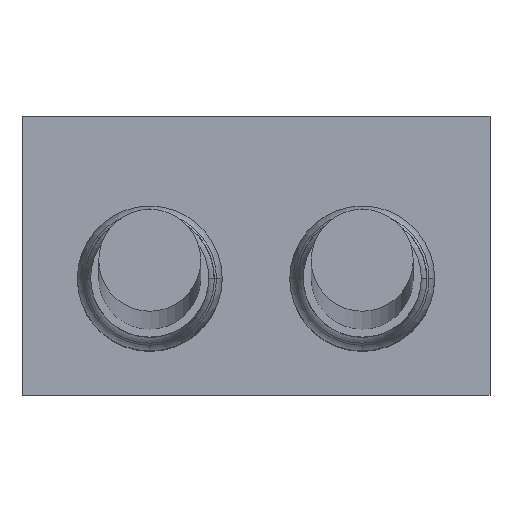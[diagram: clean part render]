
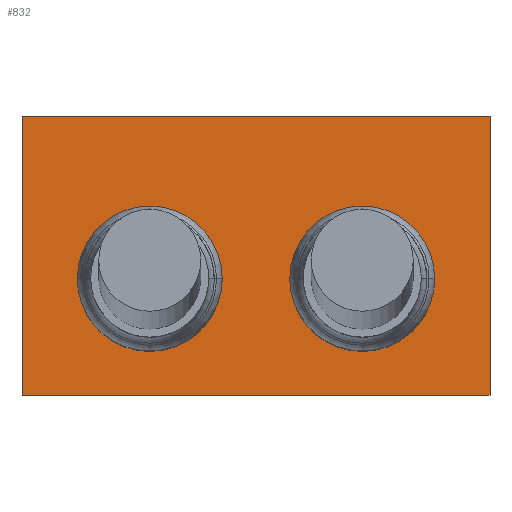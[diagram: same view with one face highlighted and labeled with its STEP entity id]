
A CAD part, top view. The second image highlights one B-rep face of the part: STEP entity #832.
In plain terms, the highlighted planar face has unit normal (0, 0, 1).
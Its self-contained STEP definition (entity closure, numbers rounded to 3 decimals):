
#217 = DIRECTION ( 'NONE',  ( -1., 0., 0. ) ) ;
#245 = EDGE_CURVE ( 'NONE', #2613, #3137, #3048, .T. ) ;
#338 = EDGE_CURVE ( 'NONE', #3137, #2613, #5105, .T. ) ;
#380 = DIRECTION ( 'NONE',  ( 1., 0., 0. ) ) ;
#397 = VECTOR ( 'NONE', #1429, 1000. ) ;
#576 = CARTESIAN_POINT ( 'NONE',  ( 9.9, -0.437, 9.1 ) ) ;
#582 = CARTESIAN_POINT ( 'NONE',  ( 7.29, -0.437, 9.1 ) ) ;
#589 = DIRECTION ( 'NONE',  ( 1., 0., 0. ) ) ;
#615 = VECTOR ( 'NONE', #3358, 1000. ) ;
#650 = AXIS2_PLACEMENT_3D ( 'NONE', #4370, #4801, #1235 ) ;
#652 = ORIENTED_EDGE ( 'NONE', *, *, #3995, .F. ) ;
#802 = CIRCLE ( 'NONE', #2923, 1.35 ) ;
#832 = ADVANCED_FACE ( 'NONE', ( #4060, #1849, #1017 ), #1829, .F. ) ;
#1017 = FACE_OUTER_BOUND ( 'NONE', #2078, .T. ) ;
#1081 = CARTESIAN_POINT ( 'NONE',  ( 12.28, -2.6, 9.1 ) ) ;
#1141 = EDGE_CURVE ( 'NONE', #3044, #4898, #1305, .T. ) ;
#1235 = DIRECTION ( 'NONE',  ( -1., 0., 0. ) ) ;
#1279 = CARTESIAN_POINT ( 'NONE',  ( 9.9, -0.437, 9.1 ) ) ;
#1285 = ORIENTED_EDGE ( 'NONE', *, *, #5066, .F. ) ;
#1305 = CIRCLE ( 'NONE', #650, 1.35 ) ;
#1429 = DIRECTION ( 'NONE',  ( 1., 0., 0. ) ) ;
#1515 = CARTESIAN_POINT ( 'NONE',  ( 8.55, -0.437, 9.1 ) ) ;
#1643 = ORIENTED_EDGE ( 'NONE', *, *, #338, .F. ) ;
#1795 = VECTOR ( 'NONE', #5134, 1000. ) ;
#1803 = EDGE_LOOP ( 'NONE', ( #4607, #2355 ) ) ;
#1829 = PLANE ( 'NONE',  #5391 ) ;
#1849 = FACE_BOUND ( 'NONE', #1803, .T. ) ;
#2078 = EDGE_LOOP ( 'NONE', ( #4555, #2650, #1285, #652 ) ) ;
#2189 = CARTESIAN_POINT ( 'NONE',  ( 12.28, -2.6, 9.1 ) ) ;
#2355 = ORIENTED_EDGE ( 'NONE', *, *, #4941, .F. ) ;
#2530 = DIRECTION ( 'NONE',  ( 0., 0., 1. ) ) ;
#2572 = CARTESIAN_POINT ( 'NONE',  ( 11.25, -0.437, 9.1 ) ) ;
#2602 = AXIS2_PLACEMENT_3D ( 'NONE', #576, #3528, #5385 ) ;
#2613 = VERTEX_POINT ( 'NONE', #2572 ) ;
#2650 = ORIENTED_EDGE ( 'NONE', *, *, #5005, .T. ) ;
#2753 = DIRECTION ( 'NONE',  ( 0., -1., 0. ) ) ;
#2761 = DIRECTION ( 'NONE',  ( 0., 0., 1. ) ) ;
#2923 = AXIS2_PLACEMENT_3D ( 'NONE', #5483, #2761, #589 ) ;
#3044 = VERTEX_POINT ( 'NONE', #3587 ) ;
#3048 = CIRCLE ( 'NONE', #3902, 1.35 ) ;
#3108 = EDGE_CURVE ( 'NONE', #4113, #5153, #4478, .T. ) ;
#3137 = VERTEX_POINT ( 'NONE', #1515 ) ;
#3241 = CARTESIAN_POINT ( 'NONE',  ( 3.56, -2.6, 9.1 ) ) ;
#3266 = LINE ( 'NONE', #1081, #3655 ) ;
#3341 = CARTESIAN_POINT ( 'NONE',  ( 12.28, 2.6, 9.1 ) ) ;
#3358 = DIRECTION ( 'NONE',  ( 0., -1., 0. ) ) ;
#3390 = ORIENTED_EDGE ( 'NONE', *, *, #245, .F. ) ;
#3528 = DIRECTION ( 'NONE',  ( 0., 0., 1. ) ) ;
#3540 = CARTESIAN_POINT ( 'NONE',  ( 3.56, 2.6, 9.1 ) ) ;
#3587 = CARTESIAN_POINT ( 'NONE',  ( 4.59, -0.437, 9.1 ) ) ;
#3638 = DIRECTION ( 'NONE',  ( 0., 0., -1. ) ) ;
#3655 = VECTOR ( 'NONE', #217, 1000. ) ;
#3891 = CARTESIAN_POINT ( 'NONE',  ( 3.56, 0., 9.1 ) ) ;
#3902 = AXIS2_PLACEMENT_3D ( 'NONE', #1279, #2530, #380 ) ;
#3995 = EDGE_CURVE ( 'NONE', #5153, #4055, #5582, .T. ) ;
#4046 = CARTESIAN_POINT ( 'NONE',  ( -12.28, 2.6, 9.1 ) ) ;
#4055 = VERTEX_POINT ( 'NONE', #2189 ) ;
#4060 = FACE_BOUND ( 'NONE', #5193, .T. ) ;
#4113 = VERTEX_POINT ( 'NONE', #3540 ) ;
#4370 = CARTESIAN_POINT ( 'NONE',  ( 5.94, -0.437, 9.1 ) ) ;
#4478 = LINE ( 'NONE', #4046, #397 ) ;
#4555 = ORIENTED_EDGE ( 'NONE', *, *, #3108, .F. ) ;
#4607 = ORIENTED_EDGE ( 'NONE', *, *, #1141, .F. ) ;
#4801 = DIRECTION ( 'NONE',  ( 0., 0., 1. ) ) ;
#4898 = VERTEX_POINT ( 'NONE', #582 ) ;
#4941 = EDGE_CURVE ( 'NONE', #4898, #3044, #802, .T. ) ;
#5005 = EDGE_CURVE ( 'NONE', #4113, #5045, #5181, .T. ) ;
#5045 = VERTEX_POINT ( 'NONE', #3241 ) ;
#5065 = CARTESIAN_POINT ( 'NONE',  ( 12.28, 2.6, 9.1 ) ) ;
#5066 = EDGE_CURVE ( 'NONE', #4055, #5045, #3266, .T. ) ;
#5105 = CIRCLE ( 'NONE', #2602, 1.35 ) ;
#5134 = DIRECTION ( 'NONE',  ( 0., -1., 0. ) ) ;
#5153 = VERTEX_POINT ( 'NONE', #5065 ) ;
#5181 = LINE ( 'NONE', #3891, #615 ) ;
#5193 = EDGE_LOOP ( 'NONE', ( #3390, #1643 ) ) ;
#5385 = DIRECTION ( 'NONE',  ( -1., 0., 0. ) ) ;
#5391 = AXIS2_PLACEMENT_3D ( 'NONE', #5442, #3638, #2753 ) ;
#5442 = CARTESIAN_POINT ( 'NONE',  ( 0., 0., 9.1 ) ) ;
#5483 = CARTESIAN_POINT ( 'NONE',  ( 5.94, -0.437, 9.1 ) ) ;
#5582 = LINE ( 'NONE', #3341, #1795 ) ;
